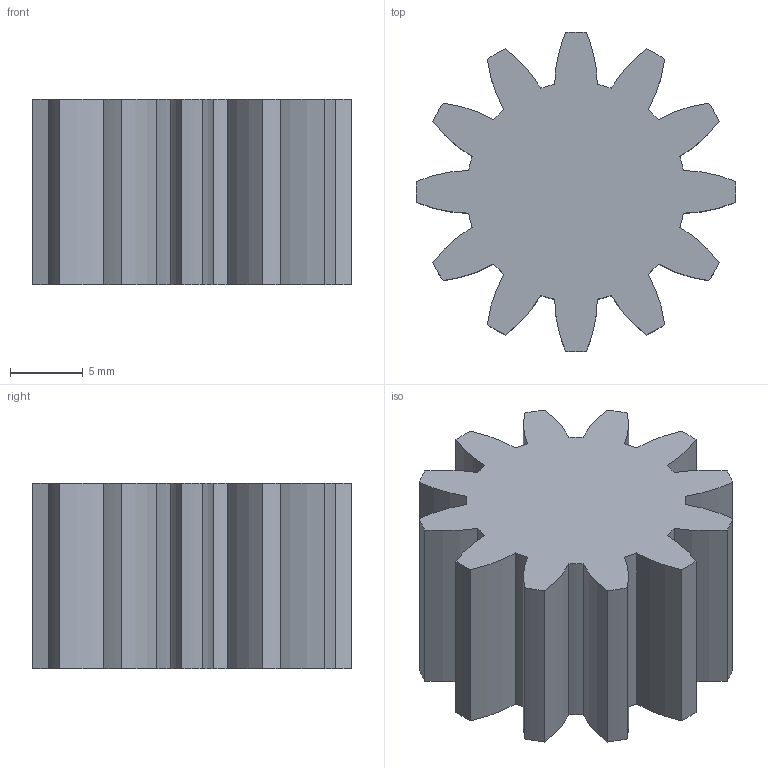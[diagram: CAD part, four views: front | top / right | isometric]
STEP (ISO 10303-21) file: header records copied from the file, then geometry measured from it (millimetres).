
FILE_DESCRIPTION(/* description */ ('12 Tooth Pinion Gear for Keyang motor'),/* implementation_level */ '2;1');
FILE_NAME(/* name */ '16631023_12 tooth pinion gear.ipt.step',/* time_stamp */ '2014-01-07T11:21:03-08:00',/* author */ ('Autodesk, Inc.'),/* organization */ (''),/* preprocessor_version */ 'ST-DEVELOPER v15.2',/* originating_system */ 'Autodesk Inventor 2014',/* authorisation */ '');
FILE_SCHEMA (('AUTOMOTIVE_DESIGN { 1 0 10303 214 3 1 1 }'));
Length unit declared in the file: millimetre
Products named in the file (1): 16631023_12 tooth pinion gear
Bounding box: 21.99 x 21.99 x 12.75 mm (x, y, z)
Volume: 3570.9 mm3; surface area: 2058.2 mm2
Topology: 1 solids, 1 shells, 50 faces, 144 edges, 96 vertices
Faces by surface type: cylinder 48, plane 2
Entity records: 1727 total; most frequent: DIRECTION 342, CARTESIAN_POINT 291, ORIENTED_EDGE 288, AXIS2_PLACEMENT_3D 147, EDGE_CURVE 144, CIRCLE 96, VERTEX_POINT 96, FACE_OUTER_BOUND 50
